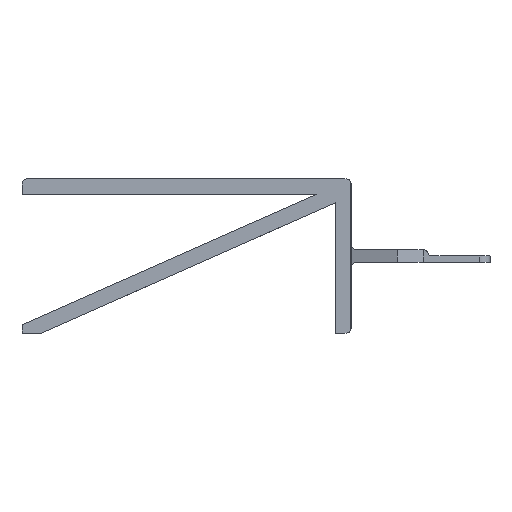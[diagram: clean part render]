
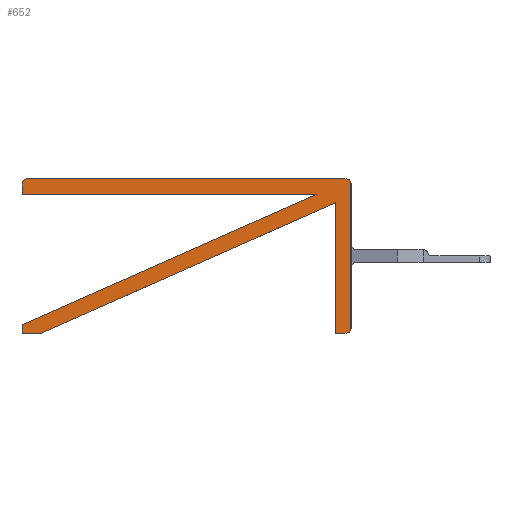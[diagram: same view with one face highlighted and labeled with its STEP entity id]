
A CAD part, top view. The second image highlights one B-rep face of the part: STEP entity #652.
In plain terms, the highlighted planar face has unit normal (0, 0, 1).
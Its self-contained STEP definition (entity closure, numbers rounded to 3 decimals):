
#5 = DIRECTION ( 'NONE',  ( 0.914, 0.405, 0. ) ) ;
#8 = ORIENTED_EDGE ( 'NONE', *, *, #1387, .T. ) ;
#16 = ORIENTED_EDGE ( 'NONE', *, *, #1299, .T. ) ;
#21 = VERTEX_POINT ( 'NONE', #1038 ) ;
#33 = VERTEX_POINT ( 'NONE', #815 ) ;
#43 = VECTOR ( 'NONE', #588, 1000. ) ;
#48 = EDGE_LOOP ( 'NONE', ( #16, #1163, #1227, #384, #1362, #816, #8, #363, #872, #820, #1334, #1386, #1283 ) ) ;
#54 = CARTESIAN_POINT ( 'NONE',  ( -73., -13.36, 1. ) ) ;
#66 = VECTOR ( 'NONE', #1287, 1000. ) ;
#92 = AXIS2_PLACEMENT_3D ( 'NONE', #501, #1379, #810 ) ;
#99 = CARTESIAN_POINT ( 'NONE',  ( -12., -15., 1. ) ) ;
#117 = CARTESIAN_POINT ( 'NONE',  ( -73., -15., 1. ) ) ;
#133 = CARTESIAN_POINT ( 'NONE',  ( -73., -13.36, 1. ) ) ;
#146 = CARTESIAN_POINT ( 'NONE',  ( -73., 14., 1. ) ) ;
#157 = LINE ( 'NONE', #133, #43 ) ;
#162 = AXIS2_PLACEMENT_3D ( 'NONE', #962, #1414, #538 ) ;
#173 = CARTESIAN_POINT ( 'NONE',  ( -73., -15., 1. ) ) ;
#193 = CARTESIAN_POINT ( 'NONE',  ( -9.175, 1.25, 1. ) ) ;
#201 = DIRECTION ( 'NONE',  ( 0., -1., 0. ) ) ;
#209 = DIRECTION ( 'NONE',  ( -1., 0., 0. ) ) ;
#227 = VERTEX_POINT ( 'NONE', #54 ) ;
#232 = CARTESIAN_POINT ( 'NONE',  ( -69.294, -15., 1. ) ) ;
#236 = LINE ( 'NONE', #1119, #842 ) ;
#271 = DIRECTION ( 'NONE',  ( 0., 0., 1. ) ) ;
#286 = LINE ( 'NONE', #173, #586 ) ;
#295 = DIRECTION ( 'NONE',  ( -1., 0., 0. ) ) ;
#298 = CARTESIAN_POINT ( 'NONE',  ( -12., 12., 1. ) ) ;
#313 = LINE ( 'NONE', #1310, #1122 ) ;
#323 = CARTESIAN_POINT ( 'NONE',  ( -9., 15., 1. ) ) ;
#363 = ORIENTED_EDGE ( 'NONE', *, *, #689, .T. ) ;
#372 = VERTEX_POINT ( 'NONE', #99 ) ;
#384 = ORIENTED_EDGE ( 'NONE', *, *, #1088, .T. ) ;
#422 = VECTOR ( 'NONE', #209, 1000. ) ;
#429 = LINE ( 'NONE', #1000, #1430 ) ;
#435 = VERTEX_POINT ( 'NONE', #1048 ) ;
#439 = EDGE_CURVE ( 'NONE', #21, #1031, #777, .T. ) ;
#452 = EDGE_CURVE ( 'NONE', #1085, #372, #939, .T. ) ;
#459 = DIRECTION ( 'NONE',  ( 1., 0., 0. ) ) ;
#501 = CARTESIAN_POINT ( 'NONE',  ( -10., 14., 1. ) ) ;
#517 = DIRECTION ( 'NONE',  ( 0., 0., -1. ) ) ;
#528 = EDGE_CURVE ( 'NONE', #1104, #972, #960, .T. ) ;
#538 = DIRECTION ( 'NONE',  ( -1., 0., 0. ) ) ;
#548 = DIRECTION ( 'NONE',  ( 0., -1., 0. ) ) ;
#566 = EDGE_CURVE ( 'NONE', #1031, #920, #313, .T. ) ;
#586 = VECTOR ( 'NONE', #1046, 1000. ) ;
#588 = DIRECTION ( 'NONE',  ( -0.914, -0.405, 0. ) ) ;
#632 = PLANE ( 'NONE',  #933 ) ;
#652 = ADVANCED_FACE ( 'NONE', ( #1302 ), #632, .F. ) ;
#662 = EDGE_CURVE ( 'NONE', #681, #33, #1052, .T. ) ;
#681 = VERTEX_POINT ( 'NONE', #800 ) ;
#689 = EDGE_CURVE ( 'NONE', #734, #1085, #1114, .T. ) ;
#696 = CARTESIAN_POINT ( 'NONE',  ( -10., 15., 1. ) ) ;
#697 = VECTOR ( 'NONE', #1417, 1000. ) ;
#717 = CARTESIAN_POINT ( 'NONE',  ( -12., 12., 1. ) ) ;
#725 = VECTOR ( 'NONE', #821, 1000. ) ;
#734 = VERTEX_POINT ( 'NONE', #1231 ) ;
#743 = VERTEX_POINT ( 'NONE', #117 ) ;
#744 = LINE ( 'NONE', #193, #66 ) ;
#775 = EDGE_CURVE ( 'NONE', #372, #681, #236, .T. ) ;
#777 = CIRCLE ( 'NONE', #1194, 1. ) ;
#800 = CARTESIAN_POINT ( 'NONE',  ( -10., -15., 1. ) ) ;
#810 = DIRECTION ( 'NONE',  ( -1., 0., 0. ) ) ;
#815 = CARTESIAN_POINT ( 'NONE',  ( -9.175, -14.565, 1. ) ) ;
#816 = ORIENTED_EDGE ( 'NONE', *, *, #1243, .T. ) ;
#820 = ORIENTED_EDGE ( 'NONE', *, *, #775, .T. ) ;
#821 = DIRECTION ( 'NONE',  ( 0., -1., 0. ) ) ;
#839 = CARTESIAN_POINT ( 'NONE',  ( -9.175, 14.565, 1. ) ) ;
#842 = VECTOR ( 'NONE', #459, 1000. ) ;
#850 = CARTESIAN_POINT ( 'NONE',  ( -12., 10.36, 1. ) ) ;
#872 = ORIENTED_EDGE ( 'NONE', *, *, #452, .T. ) ;
#920 = VERTEX_POINT ( 'NONE', #1161 ) ;
#924 = EDGE_CURVE ( 'NONE', #435, #227, #157, .T. ) ;
#933 = AXIS2_PLACEMENT_3D ( 'NONE', #1092, #517, #295 ) ;
#939 = LINE ( 'NONE', #717, #725 ) ;
#960 = CIRCLE ( 'NONE', #92, 1. ) ;
#962 = CARTESIAN_POINT ( 'NONE',  ( -10., -14., 1. ) ) ;
#965 = LINE ( 'NONE', #298, #697 ) ;
#972 = VERTEX_POINT ( 'NONE', #696 ) ;
#1000 = CARTESIAN_POINT ( 'NONE',  ( -73., -13.36, 1. ) ) ;
#1031 = VERTEX_POINT ( 'NONE', #146 ) ;
#1038 = CARTESIAN_POINT ( 'NONE',  ( -72., 15., 1. ) ) ;
#1046 = DIRECTION ( 'NONE',  ( 1., 0., 0. ) ) ;
#1048 = CARTESIAN_POINT ( 'NONE',  ( -15.706, 12., 1. ) ) ;
#1052 = CIRCLE ( 'NONE', #162, 1. ) ;
#1085 = VERTEX_POINT ( 'NONE', #850 ) ;
#1088 = EDGE_CURVE ( 'NONE', #920, #435, #965, .T. ) ;
#1092 = CARTESIAN_POINT ( 'NONE',  ( 0., 0., 1. ) ) ;
#1104 = VERTEX_POINT ( 'NONE', #839 ) ;
#1107 = EDGE_CURVE ( 'NONE', #33, #1104, #744, .T. ) ;
#1114 = LINE ( 'NONE', #232, #1165 ) ;
#1119 = CARTESIAN_POINT ( 'NONE',  ( -12., -15., 1. ) ) ;
#1122 = VECTOR ( 'NONE', #548, 1000. ) ;
#1155 = DIRECTION ( 'NONE',  ( -1., 0., 0. ) ) ;
#1161 = CARTESIAN_POINT ( 'NONE',  ( -73., 12., 1. ) ) ;
#1163 = ORIENTED_EDGE ( 'NONE', *, *, #439, .T. ) ;
#1165 = VECTOR ( 'NONE', #5, 1000. ) ;
#1194 = AXIS2_PLACEMENT_3D ( 'NONE', #1398, #271, #1155 ) ;
#1227 = ORIENTED_EDGE ( 'NONE', *, *, #566, .T. ) ;
#1231 = CARTESIAN_POINT ( 'NONE',  ( -69.294, -15., 1. ) ) ;
#1243 = EDGE_CURVE ( 'NONE', #227, #743, #429, .T. ) ;
#1283 = ORIENTED_EDGE ( 'NONE', *, *, #528, .T. ) ;
#1287 = DIRECTION ( 'NONE',  ( 0., 1., 0. ) ) ;
#1299 = EDGE_CURVE ( 'NONE', #972, #21, #1327, .T. ) ;
#1302 = FACE_OUTER_BOUND ( 'NONE', #48, .T. ) ;
#1310 = CARTESIAN_POINT ( 'NONE',  ( -73., 12., 1. ) ) ;
#1327 = LINE ( 'NONE', #323, #422 ) ;
#1334 = ORIENTED_EDGE ( 'NONE', *, *, #662, .T. ) ;
#1362 = ORIENTED_EDGE ( 'NONE', *, *, #924, .T. ) ;
#1379 = DIRECTION ( 'NONE',  ( 0., 0., 1. ) ) ;
#1386 = ORIENTED_EDGE ( 'NONE', *, *, #1107, .T. ) ;
#1387 = EDGE_CURVE ( 'NONE', #743, #734, #286, .T. ) ;
#1398 = CARTESIAN_POINT ( 'NONE',  ( -72., 14., 1. ) ) ;
#1414 = DIRECTION ( 'NONE',  ( 0., 0., 1. ) ) ;
#1417 = DIRECTION ( 'NONE',  ( 1., 0., 0. ) ) ;
#1430 = VECTOR ( 'NONE', #201, 1000. ) ;
